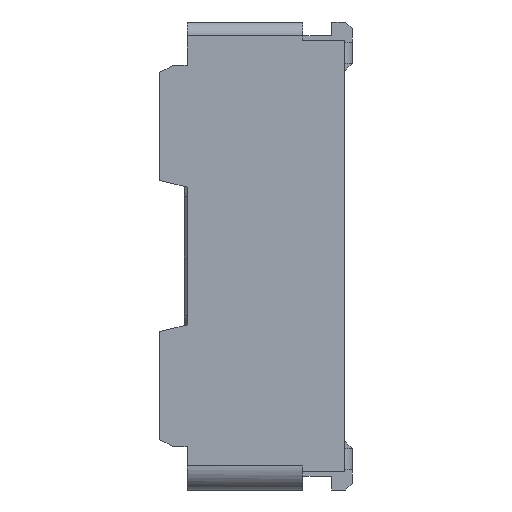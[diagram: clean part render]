
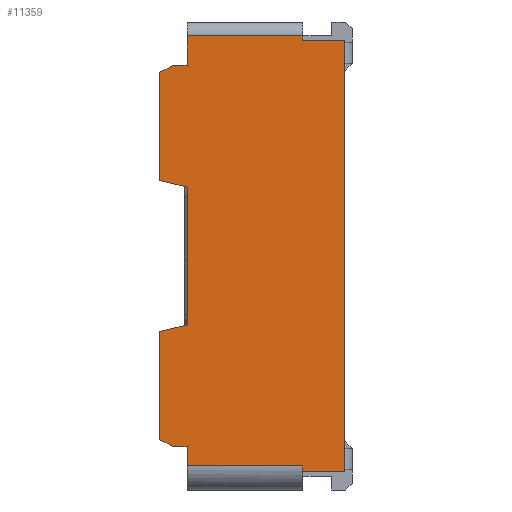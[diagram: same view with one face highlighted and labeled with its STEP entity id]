
A CAD part, left-side view. The second image highlights one B-rep face of the part: STEP entity #11359.
In plain terms, the highlighted planar face has unit normal (-1, 0, 0).
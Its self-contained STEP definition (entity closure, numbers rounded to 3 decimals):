
#209=DIRECTION('',(0.,1.,0.));
#210=VECTOR('',#209,0.1);
#211=CARTESIAN_POINT('',(-4.55,0.57,1.385));
#212=LINE('',#211,#210);
#237=DIRECTION('',(0.,0.,-1.));
#238=VECTOR('',#237,0.215);
#239=CARTESIAN_POINT('',(-4.55,0.57,1.6));
#240=LINE('',#239,#238);
#241=DIRECTION('',(0.,-1.,0.));
#242=VECTOR('',#241,0.84);
#243=CARTESIAN_POINT('',(-4.55,0.57,1.6));
#244=LINE('',#243,#242);
#245=DIRECTION('',(0.,0.,-1.));
#246=VECTOR('',#245,0.035);
#247=CARTESIAN_POINT('',(-4.55,-0.27,1.6));
#248=LINE('',#247,#246);
#249=DIRECTION('',(0.,1.,0.));
#250=VECTOR('',#249,0.3);
#251=CARTESIAN_POINT('',(-4.55,-0.57,1.565));
#252=LINE('',#251,#250);
#253=DIRECTION('',(0.,1.,0.));
#254=VECTOR('',#253,0.3);
#255=CARTESIAN_POINT('',(-4.55,-0.57,-1.565));
#256=LINE('',#255,#254);
#257=DIRECTION('',(0.,0.,-1.));
#258=VECTOR('',#257,0.04);
#259=CARTESIAN_POINT('',(-4.55,-0.27,-1.525));
#260=LINE('',#259,#258);
#261=DIRECTION('',(0.,1.,0.));
#262=VECTOR('',#261,0.84);
#263=CARTESIAN_POINT('',(-4.55,-0.27,-1.525));
#264=LINE('',#263,#262);
#265=DIRECTION('',(0.,0.,-1.));
#266=VECTOR('',#265,0.14);
#267=CARTESIAN_POINT('',(-4.55,0.57,-1.385));
#268=LINE('',#267,#266);
#269=DIRECTION('',(0.,1.,0.));
#270=VECTOR('',#269,0.1);
#271=CARTESIAN_POINT('',(-4.55,0.57,-1.385));
#272=LINE('',#271,#270);
#273=DIRECTION('',(0.,-0.894,-0.447));
#274=VECTOR('',#273,0.112);
#275=CARTESIAN_POINT('',(-4.55,0.77,-1.335));
#276=LINE('',#275,#274);
#277=DIRECTION('',(0.,0.97,-0.243));
#278=VECTOR('',#277,0.206);
#279=CARTESIAN_POINT('',(-4.55,0.57,-0.5));
#280=LINE('',#279,#278);
#281=DIRECTION('',(0.,0.,-1.));
#282=VECTOR('',#281,1.);
#283=CARTESIAN_POINT('',(-4.55,0.57,0.5));
#284=LINE('',#283,#282);
#285=DIRECTION('',(0.,-0.97,-0.243));
#286=VECTOR('',#285,0.206);
#287=CARTESIAN_POINT('',(-4.55,0.77,0.55));
#288=LINE('',#287,#286);
#289=DIRECTION('',(0.,0.894,-0.447));
#290=VECTOR('',#289,0.112);
#291=CARTESIAN_POINT('',(-4.55,0.67,1.385));
#292=LINE('',#291,#290);
#678=DIRECTION('',(0.,0.,1.));
#679=VECTOR('',#678,0.785);
#680=CARTESIAN_POINT('',(-4.55,0.77,0.55));
#681=LINE('',#680,#679);
#703=DIRECTION('',(0.,0.,1.));
#704=VECTOR('',#703,0.785);
#705=CARTESIAN_POINT('',(-4.55,0.77,-1.335));
#706=LINE('',#705,#704);
#1652=DIRECTION('',(0.,0.,-1.));
#1653=VECTOR('',#1652,3.13);
#1654=CARTESIAN_POINT('',(-4.55,-0.57,1.565));
#1655=LINE('',#1654,#1653);
#8346=CARTESIAN_POINT('',(-4.55,-0.57,1.565));
#8347=CARTESIAN_POINT('',(-4.55,-0.27,1.565));
#8348=VERTEX_POINT('',#8346);
#8349=VERTEX_POINT('',#8347);
#8358=CARTESIAN_POINT('',(-4.55,-0.57,-1.565));
#8359=VERTEX_POINT('',#8358);
#8368=CARTESIAN_POINT('',(-4.55,0.57,1.385));
#8370=VERTEX_POINT('',#8368);
#8372=CARTESIAN_POINT('',(-4.55,0.57,-1.385));
#8374=VERTEX_POINT('',#8372);
#9047=CARTESIAN_POINT('',(-4.55,-0.27,-1.565));
#9049=VERTEX_POINT('',#9047);
#9051=CARTESIAN_POINT('',(-4.55,-0.27,1.6));
#9053=VERTEX_POINT('',#9051);
#9054=CARTESIAN_POINT('',(-4.55,0.57,1.6));
#9055=VERTEX_POINT('',#9054);
#9059=CARTESIAN_POINT('',(-4.55,0.57,-1.525));
#9061=VERTEX_POINT('',#9059);
#9062=CARTESIAN_POINT('',(-4.55,-0.27,-1.525));
#9063=VERTEX_POINT('',#9062);
#9162=CARTESIAN_POINT('',(-4.55,0.67,1.385));
#9164=VERTEX_POINT('',#9162);
#9166=CARTESIAN_POINT('',(-4.55,0.77,1.335));
#9168=VERTEX_POINT('',#9166);
#9171=CARTESIAN_POINT('',(-4.55,0.77,-1.335));
#9173=VERTEX_POINT('',#9171);
#9175=CARTESIAN_POINT('',(-4.55,0.67,-1.385));
#9177=VERTEX_POINT('',#9175);
#9210=CARTESIAN_POINT('',(-4.55,0.77,0.55));
#9211=CARTESIAN_POINT('',(-4.55,0.57,0.5));
#9212=VERTEX_POINT('',#9210);
#9213=VERTEX_POINT('',#9211);
#9222=CARTESIAN_POINT('',(-4.55,0.57,-0.5));
#9223=CARTESIAN_POINT('',(-4.55,0.77,-0.55));
#9224=VERTEX_POINT('',#9222);
#9225=VERTEX_POINT('',#9223);
#11321=CARTESIAN_POINT('',(-4.55,0.57,1.7));
#11322=DIRECTION('',(-1.,0.,0.));
#11323=DIRECTION('',(0.,-1.,0.));
#11324=AXIS2_PLACEMENT_3D('',#11321,#11322,#11323);
#11325=PLANE('',#11324);
#11326=ORIENTED_EDGE('',*,*,#11278,.F.);
#11327=ORIENTED_EDGE('',*,*,#11114,.F.);
#11329=ORIENTED_EDGE('',*,*,#11328,.T.);
#11331=ORIENTED_EDGE('',*,*,#11330,.T.);
#11333=ORIENTED_EDGE('',*,*,#11332,.F.);
#11335=ORIENTED_EDGE('',*,*,#11334,.T.);
#11337=ORIENTED_EDGE('',*,*,#11336,.T.);
#11339=ORIENTED_EDGE('',*,*,#11338,.F.);
#11341=ORIENTED_EDGE('',*,*,#11340,.T.);
#11342=ORIENTED_EDGE('',*,*,#11137,.F.);
#11344=ORIENTED_EDGE('',*,*,#11343,.T.);
#11346=ORIENTED_EDGE('',*,*,#11345,.F.);
#11348=ORIENTED_EDGE('',*,*,#11347,.T.);
#11350=ORIENTED_EDGE('',*,*,#11349,.F.);
#11351=ORIENTED_EDGE('',*,*,#11167,.F.);
#11353=ORIENTED_EDGE('',*,*,#11352,.F.);
#11355=ORIENTED_EDGE('',*,*,#11354,.T.);
#11356=ORIENTED_EDGE('',*,*,#11312,.F.);
#11357=EDGE_LOOP('',(#11326,#11327,#11329,#11331,#11333,#11335,#11337,#11339,
#11341,#11342,#11344,#11346,#11348,#11350,#11351,#11353,#11355,#11356));
#11358=FACE_OUTER_BOUND('',#11357,.F.);
#11359=ADVANCED_FACE('',(#11358),#11325,.T.);
#11114=EDGE_CURVE('',#9055,#8370,#240,.T.);
#11137=EDGE_CURVE('',#8374,#9061,#268,.T.);
#11167=EDGE_CURVE('',#9213,#9224,#284,.T.);
#11278=EDGE_CURVE('',#8370,#9164,#212,.T.);
#11312=EDGE_CURVE('',#9164,#9168,#292,.T.);
#11328=EDGE_CURVE('',#9055,#9053,#244,.T.);
#11330=EDGE_CURVE('',#9053,#8349,#248,.T.);
#11332=EDGE_CURVE('',#8348,#8349,#252,.T.);
#11334=EDGE_CURVE('',#8348,#8359,#1655,.T.);
#11336=EDGE_CURVE('',#8359,#9049,#256,.T.);
#11338=EDGE_CURVE('',#9063,#9049,#260,.T.);
#11340=EDGE_CURVE('',#9063,#9061,#264,.T.);
#11343=EDGE_CURVE('',#8374,#9177,#272,.T.);
#11345=EDGE_CURVE('',#9173,#9177,#276,.T.);
#11347=EDGE_CURVE('',#9173,#9225,#706,.T.);
#11349=EDGE_CURVE('',#9224,#9225,#280,.T.);
#11352=EDGE_CURVE('',#9212,#9213,#288,.T.);
#11354=EDGE_CURVE('',#9212,#9168,#681,.T.);
